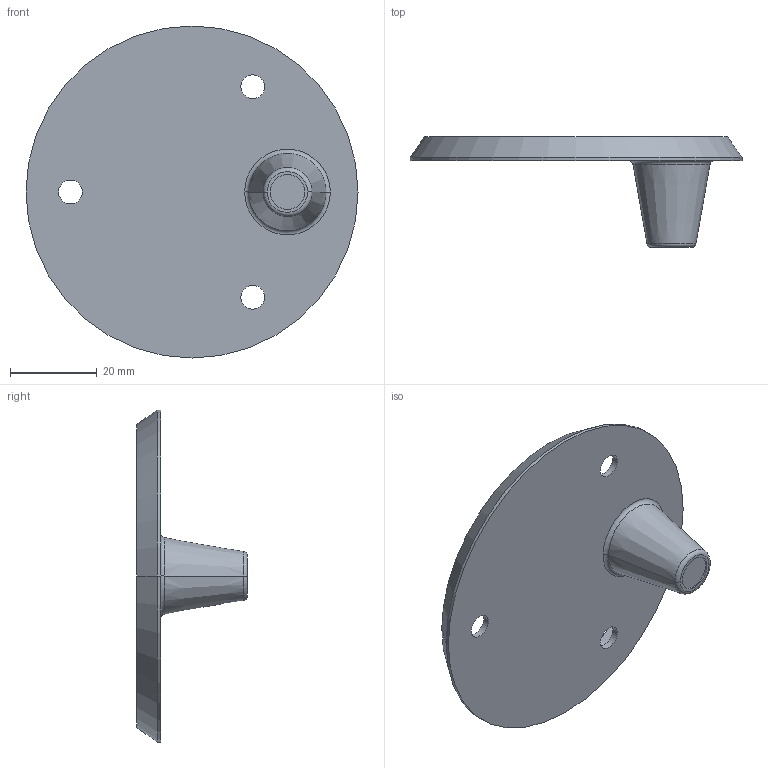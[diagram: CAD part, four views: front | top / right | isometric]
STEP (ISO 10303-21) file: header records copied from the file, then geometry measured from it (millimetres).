
FILE_DESCRIPTION((''),'2;1');
FILE_NAME('035132','2020-10-13T13:30:16',('teru'),(''),'CREO PARAMETRIC BY PTC INC, 2017380','CREO PARAMETRIC BY PTC INC, 2017380','');
FILE_SCHEMA(('CONFIG_CONTROL_DESIGN'));
Length unit declared in the file: millimetre
Products named in the file (1): 035132
Bounding box: 76.5 x 25.5 x 76.5 mm (x, y, z)
Volume: 11289.3 mm3; surface area: 12148.6 mm2
Topology: 1 solids, 1 shells, 32 faces, 68 edges, 42 vertices
Faces by surface type: cone 10, cylinder 8, torus 8, plane 6
Entity records: 932 total; most frequent: DIRECTION 182, CARTESIAN_POINT 142, ORIENTED_EDGE 136, AXIS2_PLACEMENT_3D 82, EDGE_CURVE 68, CIRCLE 50, VERTEX_POINT 42, EDGE_LOOP 42
